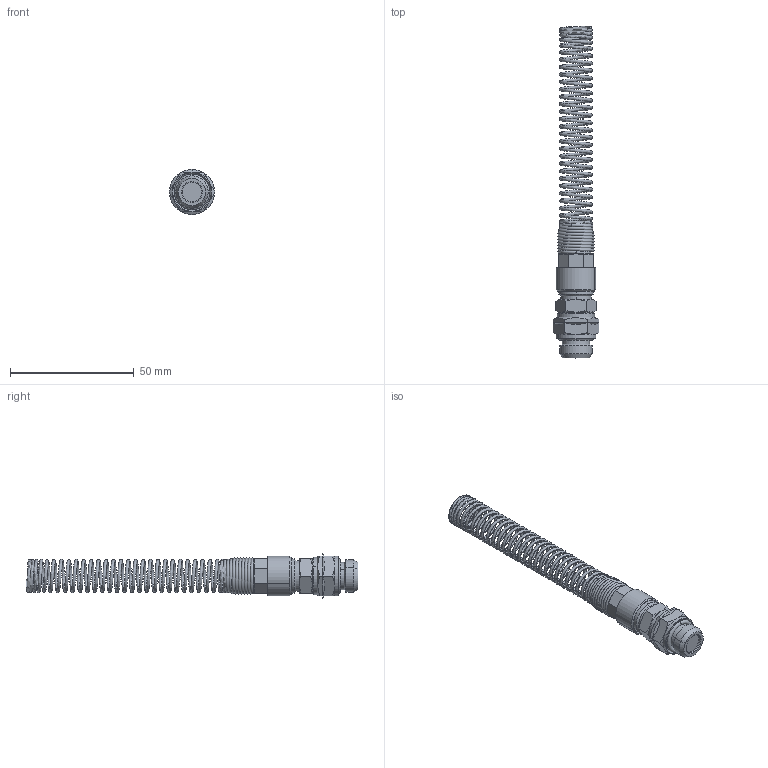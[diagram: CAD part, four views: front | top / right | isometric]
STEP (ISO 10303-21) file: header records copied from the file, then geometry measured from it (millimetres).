
FILE_DESCRIPTION (( 'STEP AP214' ), '1' );
FILE_NAME ('0102700006.step', '2012-09-28T13:20:07', ( '' ), ( '' ), 'SwSTEP 2.0', 'SolidWorks 2012', '' );
FILE_SCHEMA (( 'AUTOMOTIVE_DESIGN' ));
Length unit declared in the file: millimetre
Products named in the file (1): 0102700006
Bounding box: 18.48 x 134 x 18.2 mm (x, y, z)
Volume: 9806.1 mm3; surface area: 9532.5 mm2
Topology: 3 solids, 5 shells, 166 faces, 365 edges, 223 vertices
Faces by surface type: cone 63, plane 44, cylinder 41, torus 12, bspline 6
Entity records: 26123 total; most frequent: CARTESIAN_POINT 20698, DIRECTION 741, ORIENTED_EDGE 730, EDGE_CURVE 365, AXIS2_PLACEMENT_3D 318, VERTEX_POINT 223, EDGE_LOOP 186, UNCERTAINTY_MEASURE_WITH_UNIT 171
